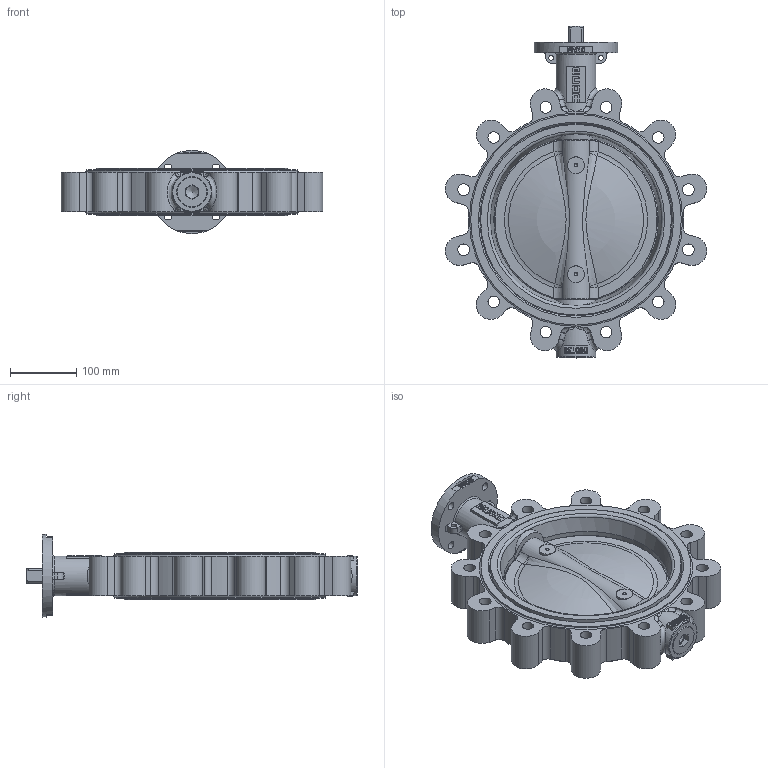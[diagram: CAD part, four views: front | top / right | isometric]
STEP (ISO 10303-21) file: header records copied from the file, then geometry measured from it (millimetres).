
FILE_DESCRIPTION(/* description */ (''),/* implementation_level */ '2;1');
FILE_NAME(/* name */ '6820-DN250-PN10.stp',/* time_stamp */ '2017-05-11T11:52:05+02:00',/* author */ ('nils.martens'),/* organization */ (''),/* preprocessor_version */ 'ST-DEVELOPER v16.5',/* originating_system */ 'Autodesk Inventor 2017',/* authorisation */ '');
FILE_SCHEMA (('AUTOMOTIVE_DESIGN { 1 0 10303 214 3 1 1 }'));
Products named in the file (1): 6820-DN250
Bounding box: 393.5 x 499.5 x 125 mm (x, y, z)
Volume: 4565916.1 mm3; surface area: 526176.3 mm2
Topology: 1 solids, 6 shells, 789 faces, 2048 edges, 1309 vertices
Faces by surface type: plane 330, bspline 230, cylinder 150, torus 49, cone 22, sphere 8
Full cylindrical faces by diameter (mm): 5 x1, 7 x2, 12 x4, 17.5 x12, 21.7 x1, 28.6 x1, 30 x5, 38 x2, 44 x1, 46 x1, 60 x2, 125 x1, 287 x2, 290 x2, 317 x2
Entity records: 41312 total; most frequent: CARTESIAN_POINT 22731, ORIENTED_EDGE 3920, DIRECTION 3183, EDGE_CURVE 1958, VERTEX_POINT 1285, AXIS2_PLACEMENT_3D 1139, EDGE_LOOP 939, LINE 905
